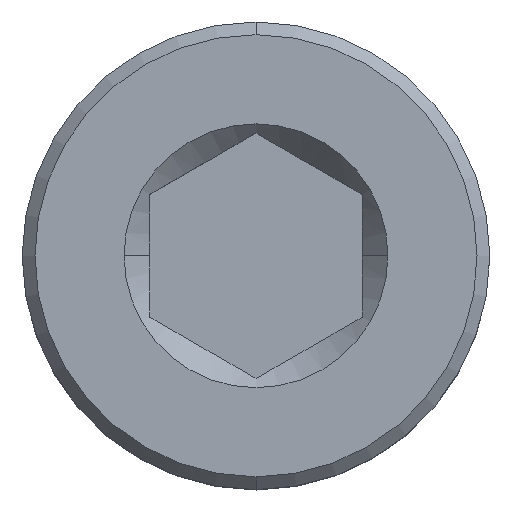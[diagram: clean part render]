
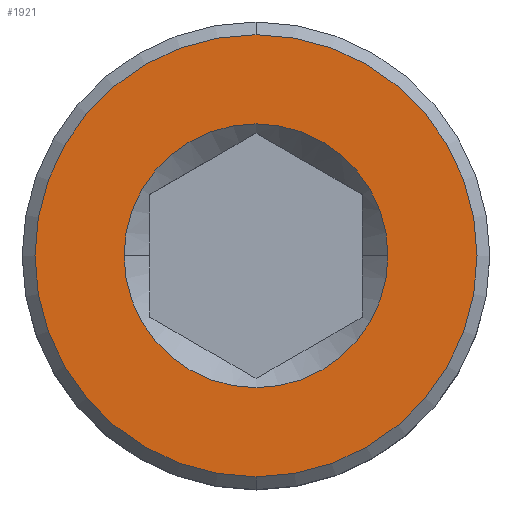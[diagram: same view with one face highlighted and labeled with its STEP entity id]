
A CAD part, top view. The second image highlights one B-rep face of the part: STEP entity #1921.
In plain terms, the highlighted planar face has unit normal (0, 0, 1).
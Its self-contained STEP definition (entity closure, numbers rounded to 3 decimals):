
#195 = CIRCLE ( 'NONE', #781, 1.552 ) ;
#409 = CIRCLE ( 'NONE', #2325, 2.6 ) ;
#517 = EDGE_CURVE ( 'NONE', #3035, #1314, #409, .T. ) ;
#543 = ORIENTED_EDGE ( 'NONE', *, *, #1136, .F. ) ;
#781 = AXIS2_PLACEMENT_3D ( 'NONE', #4145, #1015, #2412 ) ;
#831 = DIRECTION ( 'NONE',  ( 0., 0., 1. ) ) ;
#852 = CARTESIAN_POINT ( 'NONE',  ( 0., 0., 6.5 ) ) ;
#1015 = DIRECTION ( 'NONE',  ( 0., 0., 1. ) ) ;
#1136 = EDGE_CURVE ( 'NONE', #2389, #3792, #195, .T. ) ;
#1142 = DIRECTION ( 'NONE',  ( 0., 1., 0. ) ) ;
#1214 = DIRECTION ( 'NONE',  ( 0., 1., 0. ) ) ;
#1308 = CARTESIAN_POINT ( 'NONE',  ( 0., 0., 6.5 ) ) ;
#1314 = VERTEX_POINT ( 'NONE', #3865 ) ;
#1349 = ORIENTED_EDGE ( 'NONE', *, *, #517, .F. ) ;
#1537 = FACE_OUTER_BOUND ( 'NONE', #3898, .T. ) ;
#1735 = AXIS2_PLACEMENT_3D ( 'NONE', #852, #831, #2936 ) ;
#1921 = ADVANCED_FACE ( 'NONE', ( #2981, #1537 ), #2575, .T. ) ;
#1934 = EDGE_LOOP ( 'NONE', ( #4333, #543 ) ) ;
#2325 = AXIS2_PLACEMENT_3D ( 'NONE', #2875, #2896, #1142 ) ;
#2340 = DIRECTION ( 'NONE',  ( 0., 0., 1. ) ) ;
#2389 = VERTEX_POINT ( 'NONE', #2811 ) ;
#2404 = CIRCLE ( 'NONE', #2904, 2.6 ) ;
#2412 = DIRECTION ( 'NONE',  ( 1., 0., 0. ) ) ;
#2477 = EDGE_CURVE ( 'NONE', #1314, #3035, #2404, .T. ) ;
#2575 = PLANE ( 'NONE',  #1735 ) ;
#2811 = CARTESIAN_POINT ( 'NONE',  ( -1.552, 0., 6.5 ) ) ;
#2875 = CARTESIAN_POINT ( 'NONE',  ( 0., 0., 6.5 ) ) ;
#2896 = DIRECTION ( 'NONE',  ( 0., 0., -1. ) ) ;
#2904 = AXIS2_PLACEMENT_3D ( 'NONE', #3631, #4370, #1214 ) ;
#2936 = DIRECTION ( 'NONE',  ( 0., -1., 0. ) ) ;
#2981 = FACE_BOUND ( 'NONE', #1934, .T. ) ;
#3035 = VERTEX_POINT ( 'NONE', #4296 ) ;
#3048 = DIRECTION ( 'NONE',  ( 1., 0., 0. ) ) ;
#3487 = CARTESIAN_POINT ( 'NONE',  ( 1.552, 0., 6.5 ) ) ;
#3549 = ORIENTED_EDGE ( 'NONE', *, *, #2477, .F. ) ;
#3631 = CARTESIAN_POINT ( 'NONE',  ( 0., 0., 6.5 ) ) ;
#3643 = EDGE_CURVE ( 'NONE', #3792, #2389, #3779, .T. ) ;
#3779 = CIRCLE ( 'NONE', #4371, 1.552 ) ;
#3792 = VERTEX_POINT ( 'NONE', #3487 ) ;
#3865 = CARTESIAN_POINT ( 'NONE',  ( 0., -2.6, 6.5 ) ) ;
#3898 = EDGE_LOOP ( 'NONE', ( #1349, #3549 ) ) ;
#4145 = CARTESIAN_POINT ( 'NONE',  ( 0., 0., 6.5 ) ) ;
#4296 = CARTESIAN_POINT ( 'NONE',  ( 0., 2.6, 6.5 ) ) ;
#4333 = ORIENTED_EDGE ( 'NONE', *, *, #3643, .F. ) ;
#4370 = DIRECTION ( 'NONE',  ( 0., 0., -1. ) ) ;
#4371 = AXIS2_PLACEMENT_3D ( 'NONE', #1308, #2340, #3048 ) ;
